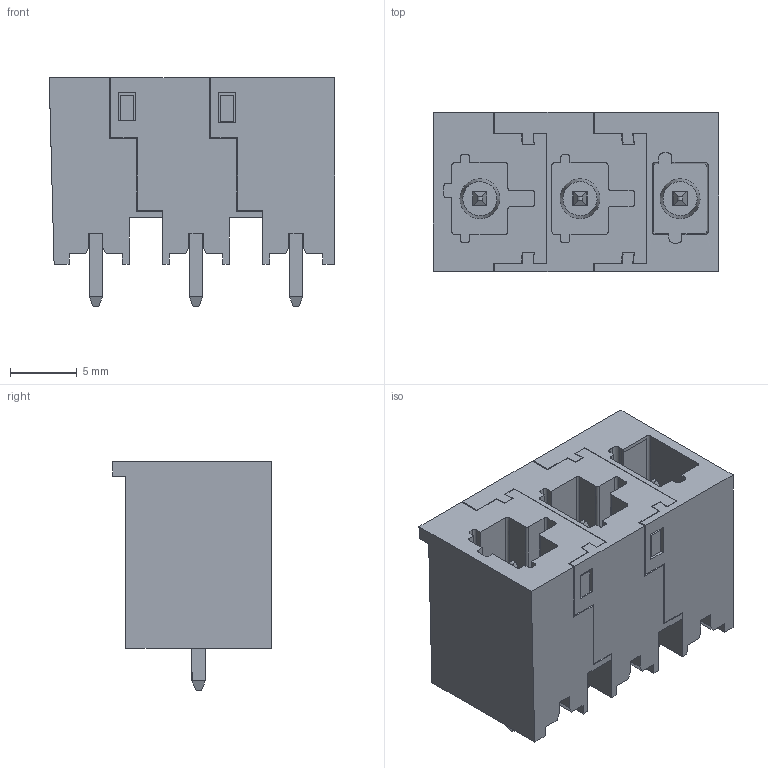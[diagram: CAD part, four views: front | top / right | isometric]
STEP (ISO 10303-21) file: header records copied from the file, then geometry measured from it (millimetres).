
FILE_DESCRIPTION(('CATIA V5 STEP Exchange','CAx-IF Rec.Pracs.--- Model Styling and Organization---1.4--- 2014-01-23'),'2;1');
FILE_NAME ('1357706-2_0_8000078315_8000078315.stp','2021-10-05T11:59:15+00:00',('none'),('Weidmueller'),'CATIA Version 5-6 Release 2016 SP3 HF44','CATIA V5 STEP AP214','none');
FILE_SCHEMA(('AUTOMOTIVE_DESIGN { 1 0 10303 214 1 1 1 1 }'));
Length unit declared in the file: millimetre
Products named in the file (1): 8000078315
Bounding box: 21.4 x 11.9 x 17.15 mm (x, y, z)
Volume: 2247 mm3; surface area: 3434 mm2
Topology: 6 solids, 6 shells, 339 faces, 947 edges, 625 vertices
Faces by surface type: plane 290, extrusion 24, cylinder 19, cone 6
Entity records: 11257 total; most frequent: CARTESIAN_POINT 2620, ORIENTED_EDGE 1894, DIRECTION 1535, EDGE_CURVE 947, VECTOR 873, LINE 849, VERTEX_POINT 625, EDGE_LOOP 358
